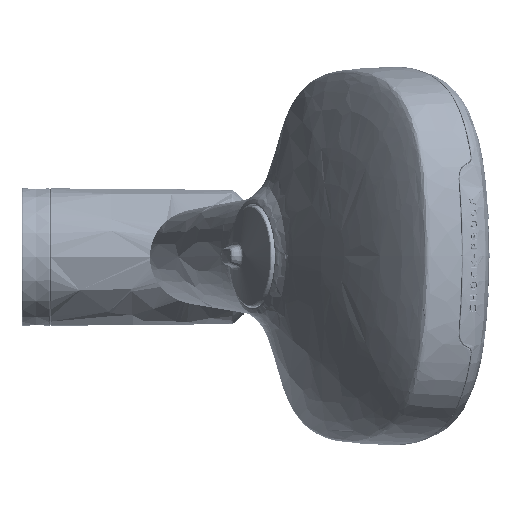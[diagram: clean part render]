
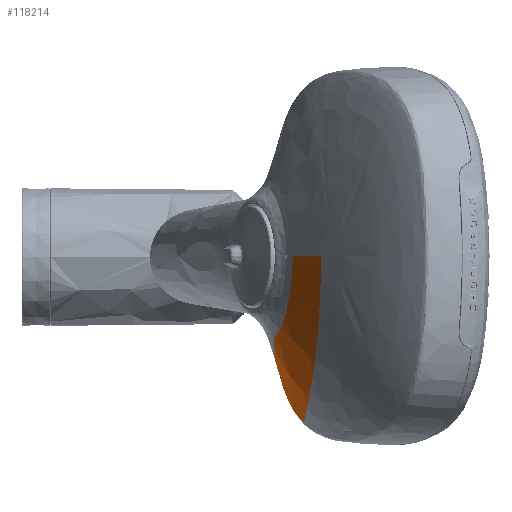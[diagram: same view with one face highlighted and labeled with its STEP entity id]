
A CAD part, top view. The second image highlights one B-rep face of the part: STEP entity #118214.
In plain terms, the highlighted free-form (B-spline) face has degree [6, 4] with [7, 5] control points.
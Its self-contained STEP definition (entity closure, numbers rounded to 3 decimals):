
#829=B_SPLINE_SURFACE_WITH_KNOTS('',6,4,((#191908,#191909,#191910,#191911,
#191912),(#191913,#191914,#191915,#191916,#191917),(#191918,#191919,#191920,
#191921,#191922),(#191923,#191924,#191925,#191926,#191927),(#191928,#191929,
#191930,#191931,#191932),(#191933,#191934,#191935,#191936,#191937),(#191938,
#191939,#191940,#191941,#191942)),.UNSPECIFIED.,.F.,.F.,.F.,(7,7),(5,5),
(0.,1.),(0.013,1.),.PIECEWISE_BEZIER_KNOTS.);
#17763=B_SPLINE_CURVE_WITH_KNOTS('',3,(#191409,#191410,#191411,#191412,
#191413),.UNSPECIFIED.,.F.,.F.,(4,1,4),(0.355,0.677,
1.),.UNSPECIFIED.);
#17772=B_SPLINE_CURVE_WITH_KNOTS('',3,(#191571,#191572,#191573,#191574,
#191575,#191576,#191577),.UNSPECIFIED.,.F.,.F.,(4,1,1,1,4),(0.,0.25,0.5,
0.75,1.),.UNSPECIFIED.);
#17788=B_SPLINE_CURVE_WITH_KNOTS('',3,(#191943,#191944,#191945,#191946,
#191947),.UNSPECIFIED.,.F.,.F.,(4,1,4),(0.496,0.748,
1.),.UNSPECIFIED.);
#17789=B_SPLINE_CURVE_WITH_KNOTS('',3,(#191949,#191950,#191951,#191952),
 .UNSPECIFIED.,.F.,.F.,(4,4),(-0.356,-0.021),
 .UNSPECIFIED.);
#17790=B_SPLINE_CURVE_WITH_KNOTS('',3,(#191954,#191955,#191956,#191957,
#191958,#191959,#191960,#191961,#191962,#191963,#191964,#191965,#191966,
#191967,#191968,#191969,#191970,#191971,#191972,#191973,#191974,#191975,
#191976,#191977,#191978,#191979,#191980),.UNSPECIFIED.,.F.,.F.,(4,1,1,1,
1,1,1,1,1,1,1,1,1,1,1,1,1,1,1,1,1,1,1,1,4),(-2.621,-2.293,
-2.129,-1.965,-1.884,-1.802,
-1.638,-1.556,-1.515,-1.474,
-1.392,-1.31,-1.228,-1.187,
-1.147,-1.126,-1.106,-1.065,
-0.983,-0.819,-0.655,-0.491,
-0.328,-0.164,0.),.UNSPECIFIED.);
#17791=B_SPLINE_CURVE_WITH_KNOTS('',3,(#191982,#191983,#191984,#191985,
#191986),.UNSPECIFIED.,.F.,.F.,(4,1,4),(0.02,0.258,
0.496),.UNSPECIFIED.);
#33143=ORIENTED_EDGE('',*,*,#66084,.T.);
#33144=ORIENTED_EDGE('',*,*,#66059,.F.);
#33145=ORIENTED_EDGE('',*,*,#66068,.F.);
#33146=ORIENTED_EDGE('',*,*,#66085,.T.);
#33147=ORIENTED_EDGE('',*,*,#66086,.T.);
#33148=ORIENTED_EDGE('',*,*,#66087,.T.);
#66059=EDGE_CURVE('',#82753,#82757,#17763,.T.);
#66068=EDGE_CURVE('',#82763,#82753,#17772,.T.);
#66084=EDGE_CURVE('',#82775,#82757,#17788,.T.);
#66085=EDGE_CURVE('',#82763,#82776,#17789,.T.);
#66086=EDGE_CURVE('',#82776,#82777,#17790,.T.);
#66087=EDGE_CURVE('',#82777,#82775,#17791,.T.);
#82753=VERTEX_POINT('',#191184);
#82757=VERTEX_POINT('',#191414);
#82763=VERTEX_POINT('',#191570);
#82775=VERTEX_POINT('',#191948);
#82776=VERTEX_POINT('',#191953);
#82777=VERTEX_POINT('',#191981);
#93166=EDGE_LOOP('',(#33143,#33144,#33145,#33146,#33147,#33148));
#102774=FACE_BOUND('',#93166,.T.);
#118214=ADVANCED_FACE('',(#102774),#829,.T.);
#191184=CARTESIAN_POINT('',(70.052,0.,176.188));
#191409=CARTESIAN_POINT('',(70.052,0.,176.188));
#191410=CARTESIAN_POINT('',(71.478,0.,178.965));
#191411=CARTESIAN_POINT('',(74.291,0.,184.297));
#191412=CARTESIAN_POINT('',(76.971,0.,189.176));
#191413=CARTESIAN_POINT('',(78.285,0.,191.534));
#191414=CARTESIAN_POINT('',(78.285,0.,191.534));
#191570=CARTESIAN_POINT('',(64.504,-23.974,156.524));
#191571=CARTESIAN_POINT('',(64.504,-23.974,156.524));
#191572=CARTESIAN_POINT('',(65.117,-23.498,159.296));
#191573=CARTESIAN_POINT('',(66.469,-21.565,164.573));
#191574=CARTESIAN_POINT('',(68.388,-16.065,171.007));
#191575=CARTESIAN_POINT('',(69.733,-8.573,175.209));
#191576=CARTESIAN_POINT('',(70.054,-2.859,176.191));
#191577=CARTESIAN_POINT('',(70.052,0.,176.188));
#191908=CARTESIAN_POINT('',(65.383,-31.241,142.142));
#191909=CARTESIAN_POINT('',(63.747,-29.173,154.843));
#191910=CARTESIAN_POINT('',(64.611,-19.659,162.93));
#191911=CARTESIAN_POINT('',(65.305,-9.081,166.728));
#191912=CARTESIAN_POINT('',(65.305,0.,166.728));
#191913=CARTESIAN_POINT('',(66.262,-35.103,144.019));
#191914=CARTESIAN_POINT('',(65.129,-31.979,157.634));
#191915=CARTESIAN_POINT('',(66.424,-21.999,166.606));
#191916=CARTESIAN_POINT('',(67.545,-10.257,171.268));
#191917=CARTESIAN_POINT('',(67.545,0.,171.268));
#191918=CARTESIAN_POINT('',(67.196,-38.822,146.027));
#191919=CARTESIAN_POINT('',(66.655,-35.148,160.922));
#191920=CARTESIAN_POINT('',(68.41,-24.434,170.324));
#191921=CARTESIAN_POINT('',(69.786,-11.512,175.768));
#191922=CARTESIAN_POINT('',(69.786,0.,175.768));
#191923=CARTESIAN_POINT('',(68.372,-42.041,148.539));
#191924=CARTESIAN_POINT('',(68.498,-37.512,164.668));
#191925=CARTESIAN_POINT('',(70.354,-26.732,173.991));
#191926=CARTESIAN_POINT('',(72.007,-12.705,180.063));
#191927=CARTESIAN_POINT('',(72.007,0.,180.063));
#191928=CARTESIAN_POINT('',(69.793,-44.726,151.557));
#191929=CARTESIAN_POINT('',(70.419,-39.496,168.195));
#191930=CARTESIAN_POINT('',(72.439,-28.681,178.067));
#191931=CARTESIAN_POINT('',(74.168,-13.979,184.066));
#191932=CARTESIAN_POINT('',(74.168,0.,184.066));
#191933=CARTESIAN_POINT('',(71.376,-46.877,154.928));
#191934=CARTESIAN_POINT('',(72.572,-40.928,172.341));
#191935=CARTESIAN_POINT('',(74.567,-30.729,182.157));
#191936=CARTESIAN_POINT('',(76.249,-15.09,187.879));
#191937=CARTESIAN_POINT('',(76.249,0.,187.879));
#191938=CARTESIAN_POINT('',(73.245,-48.695,158.913));
#191939=CARTESIAN_POINT('',(74.725,-42.254,176.444));
#191940=CARTESIAN_POINT('',(77.063,-32.317,186.807));
#191941=CARTESIAN_POINT('',(78.285,-16.039,191.534));
#191942=CARTESIAN_POINT('',(78.285,0.,191.534));
#191943=CARTESIAN_POINT('',(76.556,-30.275,183.609));
#191944=CARTESIAN_POINT('',(77.08,-26.015,186.346));
#191945=CARTESIAN_POINT('',(77.961,-16.419,190.303));
#191946=CARTESIAN_POINT('',(78.285,-5.461,191.534));
#191947=CARTESIAN_POINT('',(78.285,0.,191.534));
#191948=CARTESIAN_POINT('',(76.556,-30.275,183.609));
#191949=CARTESIAN_POINT('',(64.504,-23.974,156.524));
#191950=CARTESIAN_POINT('',(64.461,-27.449,152.901));
#191951=CARTESIAN_POINT('',(64.617,-30.142,148.273));
#191952=CARTESIAN_POINT('',(65.327,-31.165,142.584));
#191953=CARTESIAN_POINT('',(65.327,-31.165,142.584));
#191954=CARTESIAN_POINT('',(65.327,-31.165,142.584));
#191955=CARTESIAN_POINT('',(65.586,-32.263,143.106));
#191956=CARTESIAN_POINT('',(65.965,-33.811,143.876));
#191957=CARTESIAN_POINT('',(66.46,-35.633,144.892));
#191958=CARTESIAN_POINT('',(66.772,-36.695,145.539));
#191959=CARTESIAN_POINT('',(67.004,-37.442,146.022));
#191960=CARTESIAN_POINT('',(67.289,-38.321,146.617));
#191961=CARTESIAN_POINT('',(67.58,-39.152,147.228));
#191962=CARTESIAN_POINT('',(67.841,-39.845,147.778));
#191963=CARTESIAN_POINT('',(67.996,-40.242,148.106));
#191964=CARTESIAN_POINT('',(68.138,-40.596,148.408));
#191965=CARTESIAN_POINT('',(68.317,-41.028,148.788));
#191966=CARTESIAN_POINT('',(68.556,-41.574,149.295));
#191967=CARTESIAN_POINT('',(68.769,-42.038,149.749));
#191968=CARTESIAN_POINT('',(68.953,-42.421,150.142));
#191969=CARTESIAN_POINT('',(69.066,-42.652,150.384));
#191970=CARTESIAN_POINT('',(69.173,-42.864,150.613));
#191971=CARTESIAN_POINT('',(69.233,-42.979,150.74));
#191972=CARTESIAN_POINT('',(69.35,-43.206,150.992));
#191973=CARTESIAN_POINT('',(69.601,-43.674,151.527));
#191974=CARTESIAN_POINT('',(70.027,-44.419,152.44));
#191975=CARTESIAN_POINT('',(70.642,-45.388,153.759));
#191976=CARTESIAN_POINT('',(71.412,-46.448,155.41));
#191977=CARTESIAN_POINT('',(72.12,-47.296,156.929));
#191978=CARTESIAN_POINT('',(72.755,-47.978,158.299));
#191979=CARTESIAN_POINT('',(73.123,-48.335,159.093));
#191980=CARTESIAN_POINT('',(73.292,-48.493,159.458));
#191981=CARTESIAN_POINT('',(73.292,-48.493,159.458));
#191982=CARTESIAN_POINT('',(73.292,-48.493,159.458));
#191983=CARTESIAN_POINT('',(73.773,-46.399,165.031));
#191984=CARTESIAN_POINT('',(74.923,-41.369,174.523));
#191985=CARTESIAN_POINT('',(76.061,-34.291,181.03));
#191986=CARTESIAN_POINT('',(76.556,-30.275,183.609));
